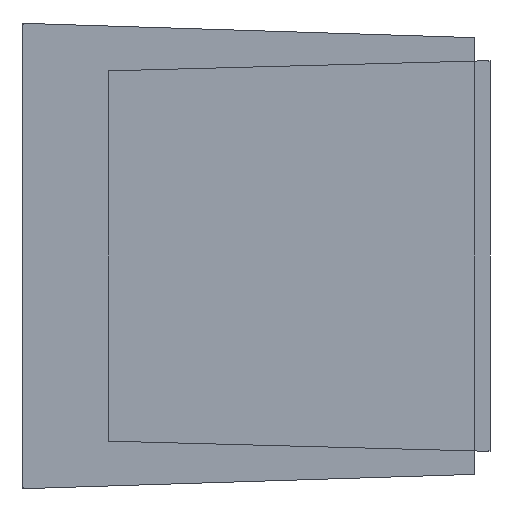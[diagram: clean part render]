
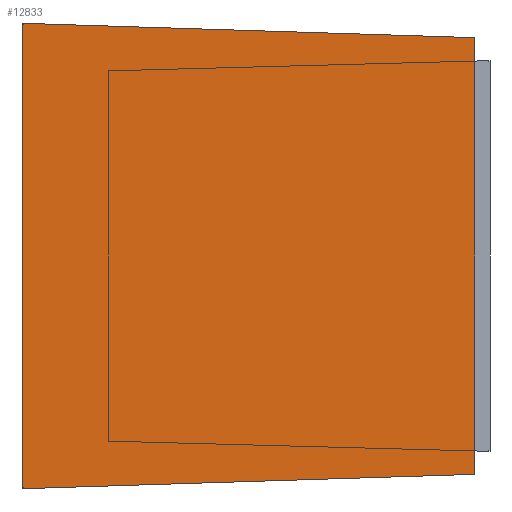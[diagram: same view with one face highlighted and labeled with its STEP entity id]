
A CAD part, front view. The second image highlights one B-rep face of the part: STEP entity #12833.
In plain terms, the highlighted planar face has unit normal (0, -1, 0).
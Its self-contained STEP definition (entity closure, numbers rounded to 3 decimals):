
#496 = ORIENTED_EDGE ( 'NONE', *, *, #51440, .F. ) ;
#1251 = VECTOR ( 'NONE', #10304, 1000. ) ;
#2071 = PLANE ( 'NONE',  #39132 ) ;
#4320 = CARTESIAN_POINT ( 'NONE',  ( 46.557, -1210.003, -1469.64 ) ) ;
#5265 = VERTEX_POINT ( 'NONE', #46687 ) ;
#6408 = DIRECTION ( 'NONE',  ( -0.999, 0., -0.032 ) ) ;
#7161 = DIRECTION ( 'NONE',  ( 0., 0., 1. ) ) ;
#9000 = ORIENTED_EDGE ( 'NONE', *, *, #57363, .F. ) ;
#9522 = CARTESIAN_POINT ( 'NONE',  ( 1289.856, -1210.003, 0. ) ) ;
#10304 = DIRECTION ( 'NONE',  ( 0.999, 0., -0.032 ) ) ;
#10376 = EDGE_LOOP ( 'NONE', ( #496, #54057, #9000, #54166 ) ) ;
#12833 = ADVANCED_FACE ( 'NONE', ( #64190 ), #2071, .F. ) ;
#13786 = CARTESIAN_POINT ( 'NONE',  ( 1289.856, -1210.003, -1430.254 ) ) ;
#14188 = DIRECTION ( 'NONE',  ( 0., 0., -1. ) ) ;
#15149 = DIRECTION ( 'NONE',  ( 0., 1., 0. ) ) ;
#18154 = VECTOR ( 'NONE', #6408, 1000. ) ;
#20268 = CARTESIAN_POINT ( 'NONE',  ( -1675.889, -1210.003, 1524.206 ) ) ;
#25381 = VERTEX_POINT ( 'NONE', #20268 ) ;
#25873 = EDGE_CURVE ( 'NONE', #25381, #5265, #44826, .T. ) ;
#26575 = VECTOR ( 'NONE', #7161, 1000. ) ;
#29579 = VERTEX_POINT ( 'NONE', #46602 ) ;
#35425 = CARTESIAN_POINT ( 'NONE',  ( -125.659, -1210.003, 0. ) ) ;
#36309 = DIRECTION ( 'NONE',  ( -1., 0., 0. ) ) ;
#39132 = AXIS2_PLACEMENT_3D ( 'NONE', #35425, #15149, #36309 ) ;
#40598 = LINE ( 'NONE', #9522, #61644 ) ;
#40607 = LINE ( 'NONE', #4320, #18154 ) ;
#41069 = EDGE_CURVE ( 'NONE', #41640, #29579, #40607, .T. ) ;
#41640 = VERTEX_POINT ( 'NONE', #13786 ) ;
#42712 = CARTESIAN_POINT ( 'NONE',  ( -1675.889, -1210.003, 0. ) ) ;
#44826 = LINE ( 'NONE', #63869, #1251 ) ;
#46602 = CARTESIAN_POINT ( 'NONE',  ( -1675.889, -1210.003, -1524.206 ) ) ;
#46687 = CARTESIAN_POINT ( 'NONE',  ( 1289.856, -1210.003, 1430.254 ) ) ;
#49308 = LINE ( 'NONE', #42712, #26575 ) ;
#51440 = EDGE_CURVE ( 'NONE', #5265, #41640, #40598, .T. ) ;
#54057 = ORIENTED_EDGE ( 'NONE', *, *, #25873, .F. ) ;
#54166 = ORIENTED_EDGE ( 'NONE', *, *, #41069, .F. ) ;
#57363 = EDGE_CURVE ( 'NONE', #29579, #25381, #49308, .T. ) ;
#61644 = VECTOR ( 'NONE', #14188, 1000. ) ;
#63869 = CARTESIAN_POINT ( 'NONE',  ( 46.557, -1210.003, 1469.64 ) ) ;
#64190 = FACE_OUTER_BOUND ( 'NONE', #10376, .T. ) ;
